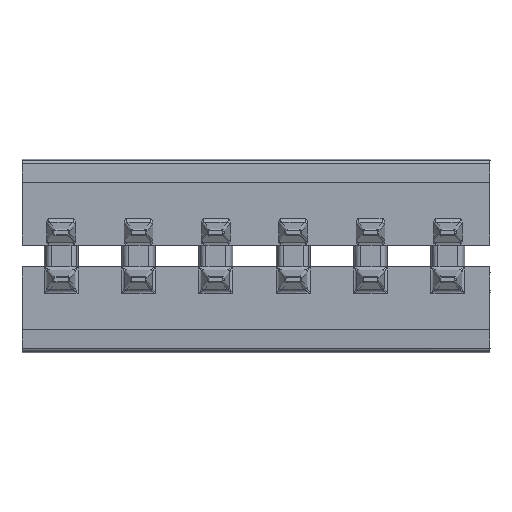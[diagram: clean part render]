
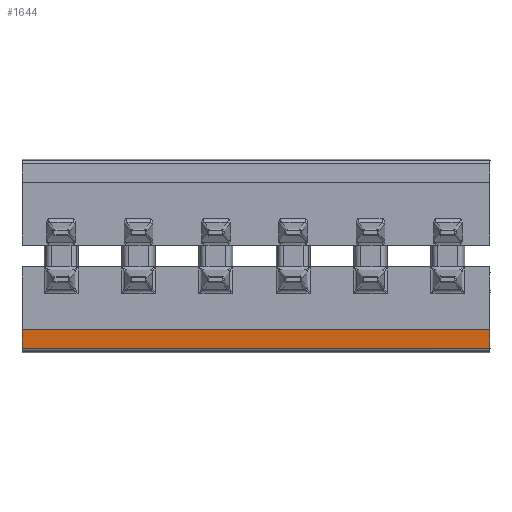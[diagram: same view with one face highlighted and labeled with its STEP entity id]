
A CAD part, front view. The second image highlights one B-rep face of the part: STEP entity #1644.
In plain terms, the highlighted free-form (B-spline) face has degree [1, 1] with [2, 2] control points.
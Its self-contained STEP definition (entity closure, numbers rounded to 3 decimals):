
#332 = VERTEX_POINT('',#333);
#333 = CARTESIAN_POINT('',(-712.769,120.534,-82.405
    ));
#341 = EDGE_CURVE('',#342,#332,#344,.T.);
#342 = VERTEX_POINT('',#343);
#343 = CARTESIAN_POINT('',(-712.769,119.516,
    -65.762));
#344 = B_SPLINE_CURVE_WITH_KNOTS('',1,(#345,#346),.UNSPECIFIED.,.F.,.F.,
  (2,2),(26.322,43.707),.PIECEWISE_BEZIER_KNOTS.);
#345 = CARTESIAN_POINT('',(-712.769,119.516,
    -65.762));
#346 = CARTESIAN_POINT('',(-712.769,120.534,-82.405
    ));
#504 = VERTEX_POINT('',#505);
#505 = CARTESIAN_POINT('',(-294.881,120.534,-82.405
    ));
#659 = VERTEX_POINT('',#660);
#660 = CARTESIAN_POINT('',(-294.881,119.516,
    -65.762));
#666 = EDGE_CURVE('',#504,#659,#667,.T.);
#667 = B_SPLINE_CURVE_WITH_KNOTS('',1,(#668,#669),.UNSPECIFIED.,.F.,.F.,
  (2,2),(-35.717,-18.332),.PIECEWISE_BEZIER_KNOTS.);
#668 = CARTESIAN_POINT('',(-294.881,120.534,-82.405
    ));
#669 = CARTESIAN_POINT('',(-294.881,119.516,
    -65.762));
#1631 = EDGE_CURVE('',#342,#659,#1632,.T.);
#1632 = B_SPLINE_CURVE_WITH_KNOTS('',1,(#1633,#1634),.UNSPECIFIED.,.F.,
  .F.,(2,2),(-684.41,-248.734),.PIECEWISE_BEZIER_KNOTS.);
#1633 = CARTESIAN_POINT('',(-712.769,119.516,
    -65.762));
#1634 = CARTESIAN_POINT('',(-294.881,119.516,
    -65.762));
#1644 = ADVANCED_FACE('',(#1645),#1655,.T.);
#1645 = FACE_BOUND('',#1646,.T.);
#1646 = EDGE_LOOP('',(#1647,#1648,#1653,#1654));
#1647 = ORIENTED_EDGE('',*,*,#341,.T.);
#1648 = ORIENTED_EDGE('',*,*,#1649,.F.);
#1649 = EDGE_CURVE('',#504,#332,#1650,.T.);
#1650 = B_SPLINE_CURVE_WITH_KNOTS('',1,(#1651,#1652),.UNSPECIFIED.,.F.,
  .F.,(2,2),(248.734,684.41),.PIECEWISE_BEZIER_KNOTS.);
#1651 = CARTESIAN_POINT('',(-294.881,120.534,
    -82.405));
#1652 = CARTESIAN_POINT('',(-712.769,120.534,
    -82.405));
#1653 = ORIENTED_EDGE('',*,*,#666,.T.);
#1654 = ORIENTED_EDGE('',*,*,#1631,.F.);
#1655 = B_SPLINE_SURFACE_WITH_KNOTS('',1,1,(
    (#1656,#1657)
    ,(#1658,#1659
    )),.UNSPECIFIED.,.F.,.F.,.F.,(2,2),(2,2),(2.365,
    19.749),(248.734,684.41),
  .PIECEWISE_BEZIER_KNOTS.);
#1656 = CARTESIAN_POINT('',(-294.881,120.534,
    -82.405));
#1657 = CARTESIAN_POINT('',(-712.769,120.534,
    -82.405));
#1658 = CARTESIAN_POINT('',(-294.881,119.516,
    -65.762));
#1659 = CARTESIAN_POINT('',(-712.769,119.516,
    -65.762));
